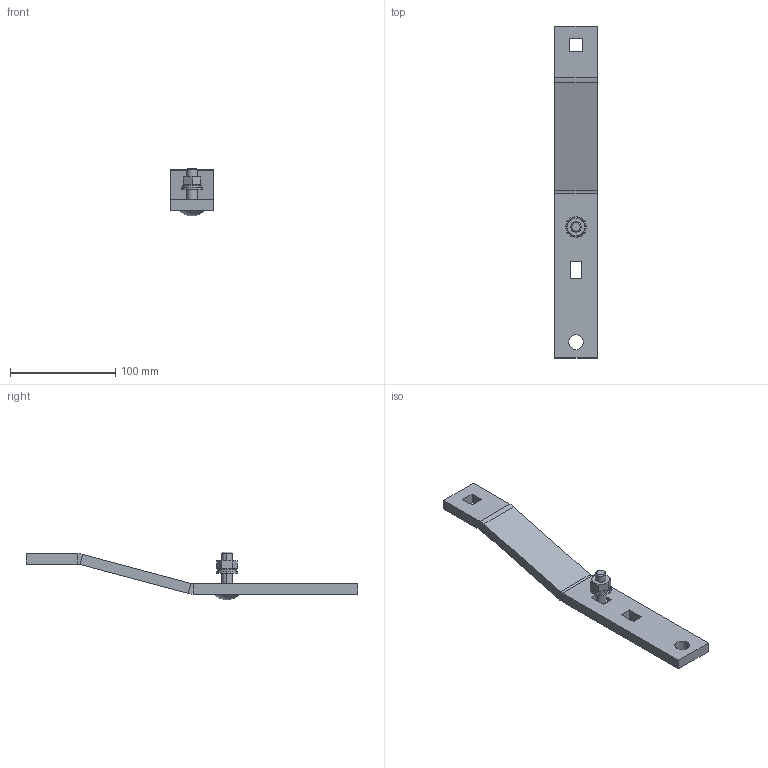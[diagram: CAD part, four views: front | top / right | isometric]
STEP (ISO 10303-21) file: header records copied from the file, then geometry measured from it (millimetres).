
FILE_DESCRIPTION(('STEP AP214'),'1');
FILE_NAME('cctmp_3BF71707-3597-4861-8210-68E2C3D6F91A_2024_05_23_13_33_41_0394..stp','2024-05-23T11:33:41',('SIEMENS A&D'),('CADClick - www.CADClick.com'),'Spatial InterOp 3D',' ','unknown authorization');
FILE_SCHEMA(('AUTOMOTIVE_DESIGN'));
Length unit declared in the file: millimetre
Products named in the file (6): cc_unnamed; 2024_05_23_13_33_41_0378; 2024_05_23_13_33_41_0360; 2024_05_23_13_33_41_0316; 2024_05_23_13_33_41_0285; 2024_05_23_13_33_41_0222
Assembly tree (5 placements, depth 2):
  cc_unnamed
    2024_05_23_13_33_41_0378
    2024_05_23_13_33_41_0360
    2024_05_23_13_33_41_0316
    2024_05_23_13_33_41_0285
    2024_05_23_13_33_41_0222
Bounding box: 40 x 315 x 45.38 mm (x, y, z)
Volume: 127906.9 mm3; surface area: 37950.7 mm2
Topology: 5 solids, 5 shells, 86 faces, 192 edges, 119 vertices
Faces by surface type: plane 52, cylinder 20, cone 12, sphere 2
Entity records: 3247 total; most frequent: CARTESIAN_POINT 451, DIRECTION 420, ORIENTED_EDGE 384, EDGE_CURVE 192, AXIS2_PLACEMENT_3D 148, LINE 124, VECTOR 124, VERTEX_POINT 119
